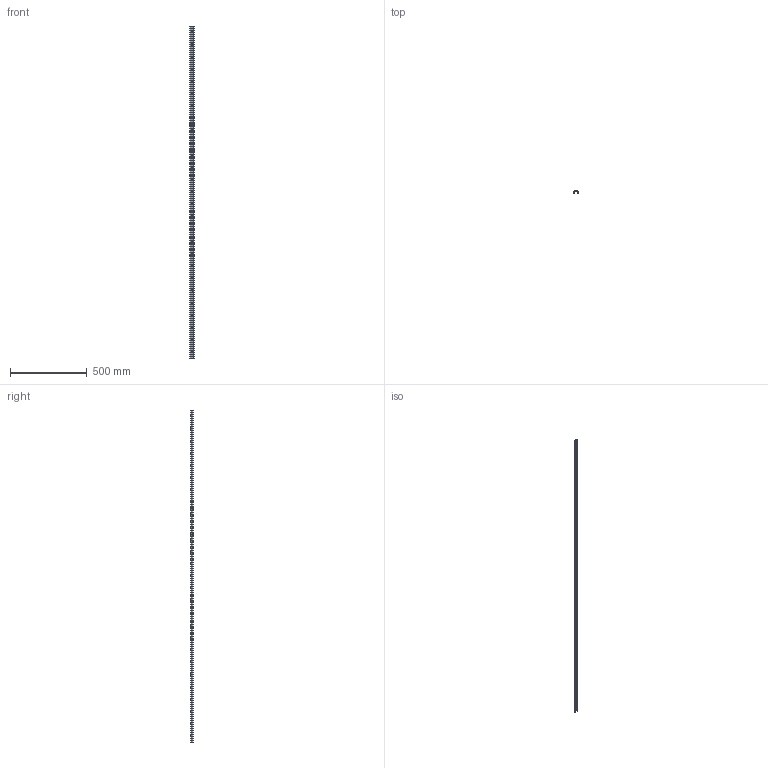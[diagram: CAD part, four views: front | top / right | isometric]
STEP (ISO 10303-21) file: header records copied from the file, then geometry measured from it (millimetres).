
FILE_DESCRIPTION (( 'STEP AP214' ), '1' );
FILE_NAME ('S-LBX 30-2160.STEP', '2023-11-14T11:18:47', ( '' ), ( '' ), 'SwSTEP 2.0', 'SolidWorks 2020', '' );
FILE_SCHEMA (( 'AUTOMOTIVE_DESIGN' ));
Length unit declared in the file: millimetre
Products named in the file (1): S-LBX 30-2160
Bounding box: 29.48 x 15 x 2160 mm (x, y, z)
Volume: 247115.1 mm3; surface area: 210302.8 mm2
Topology: 1 solids, 1 shells, 159 faces, 471 edges, 314 vertices
Faces by surface type: cylinder 91, plane 68
Entity records: 5529 total; most frequent: DIRECTION 973, CARTESIAN_POINT 945, ORIENTED_EDGE 942, EDGE_CURVE 471, AXIS2_PLACEMENT_3D 342, VERTEX_POINT 314, LINE 289, VECTOR 289
